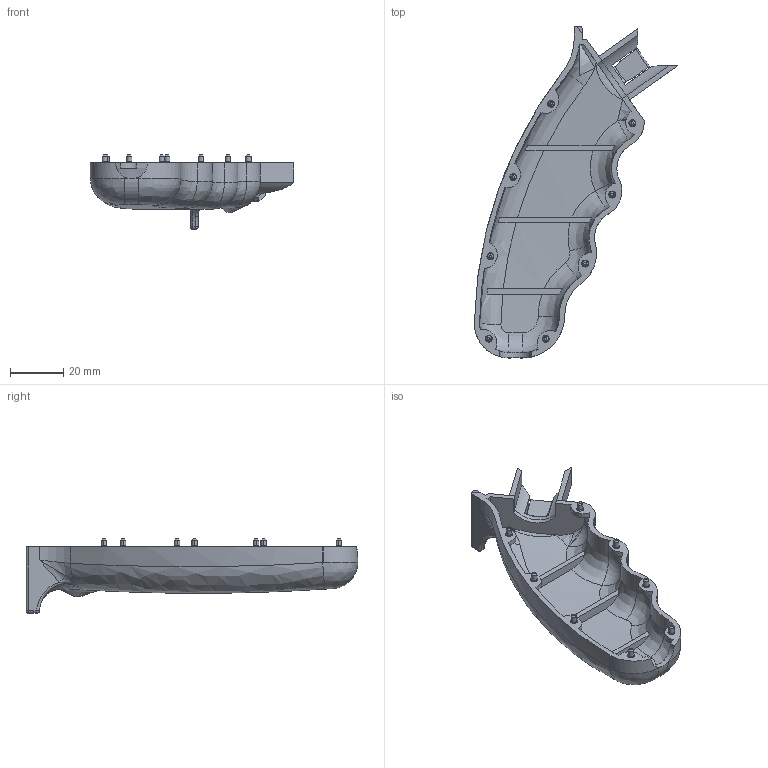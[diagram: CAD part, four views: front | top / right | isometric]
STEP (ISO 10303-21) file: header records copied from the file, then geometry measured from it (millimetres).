
FILE_DESCRIPTION (( 'STEP AP214' ), '1' );
FILE_NAME ('handle-left.STEP', '2026-02-21T00:28:42', ( 'xxx' ), ( '' ), 'SwSTEP 2.0', 'SolidWorks 2025', '' );
FILE_SCHEMA (( 'AUTOMOTIVE_DESIGN' ));
Length unit declared in the file: millimetre
Products named in the file (1): handle-left
Bounding box: 76.45 x 124.82 x 28 mm (x, y, z)
Volume: 17202.6 mm3; surface area: 18302 mm2
Topology: 3 solids, 3 shells, 241 faces, 615 edges, 378 vertices
Faces by surface type: cylinder 79, plane 78, bspline 40, cone 32, sphere 8, torus 4
Entity records: 9920 total; most frequent: CARTESIAN_POINT 4480, ORIENTED_EDGE 1204, DIRECTION 1043, EDGE_CURVE 602, AXIS2_PLACEMENT_3D 402, VERTEX_POINT 375, EDGE_LOOP 249, FACE_OUTER_BOUND 241
